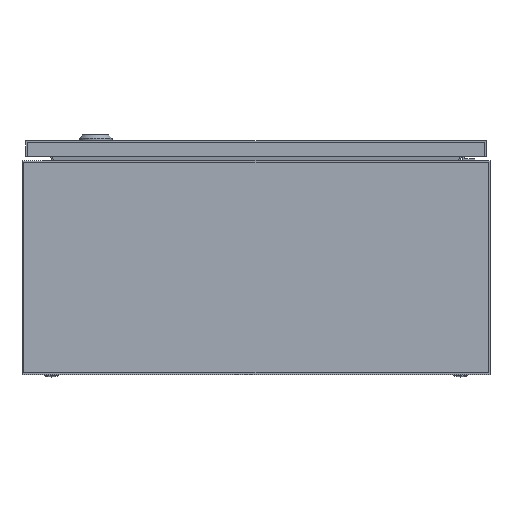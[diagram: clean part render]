
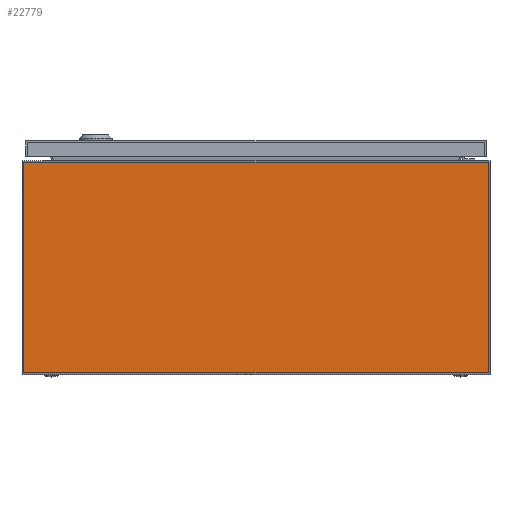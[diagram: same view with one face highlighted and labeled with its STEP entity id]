
A CAD part, front view. The second image highlights one B-rep face of the part: STEP entity #22779.
In plain terms, the highlighted planar face has unit normal (0, -1, 0).
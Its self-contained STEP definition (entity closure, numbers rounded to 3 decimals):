
#48 = EDGE_LOOP ( 'NONE', ( #1003, #17122, #20712, #21986 ) ) ;
#260 = VERTEX_POINT ( 'NONE', #34542 ) ;
#1003 = ORIENTED_EDGE ( 'NONE', *, *, #12426, .F. ) ;
#3334 = DIRECTION ( 'NONE',  ( 0., 0., 1. ) ) ;
#6312 = VECTOR ( 'NONE', #26796, 1000. ) ;
#7672 = CARTESIAN_POINT ( 'NONE',  ( 400., 0., 183. ) ) ;
#7819 = CARTESIAN_POINT ( 'NONE',  ( 0., 0., 0. ) ) ;
#9836 = FACE_OUTER_BOUND ( 'NONE', #48, .T. ) ;
#10175 = CARTESIAN_POINT ( 'NONE',  ( 0., 0., 183. ) ) ;
#12426 = EDGE_CURVE ( 'NONE', #19435, #260, #25727, .T. ) ;
#13325 = LINE ( 'NONE', #22564, #25186 ) ;
#15651 = EDGE_CURVE ( 'NONE', #36626, #38594, #23659, .T. ) ;
#15740 = CARTESIAN_POINT ( 'NONE',  ( 0., 0., 183. ) ) ;
#16104 = EDGE_CURVE ( 'NONE', #36626, #19435, #16471, .T. ) ;
#16471 = LINE ( 'NONE', #37662, #20778 ) ;
#17122 = ORIENTED_EDGE ( 'NONE', *, *, #16104, .F. ) ;
#17574 = CARTESIAN_POINT ( 'NONE',  ( 0., 0., 183. ) ) ;
#19435 = VERTEX_POINT ( 'NONE', #26781 ) ;
#19599 = DIRECTION ( 'NONE',  ( 1., 0., 0. ) ) ;
#20712 = ORIENTED_EDGE ( 'NONE', *, *, #15651, .T. ) ;
#20778 = VECTOR ( 'NONE', #25111, 1000. ) ;
#21986 = ORIENTED_EDGE ( 'NONE', *, *, #38688, .T. ) ;
#22564 = CARTESIAN_POINT ( 'NONE',  ( 0., 0., 0. ) ) ;
#22779 = ADVANCED_FACE ( 'NONE', ( #9836 ), #27309, .F. ) ;
#23659 = LINE ( 'NONE', #17574, #6312 ) ;
#25111 = DIRECTION ( 'NONE',  ( 1., 0., 0. ) ) ;
#25186 = VECTOR ( 'NONE', #19599, 1000. ) ;
#25727 = LINE ( 'NONE', #7672, #35046 ) ;
#26781 = CARTESIAN_POINT ( 'NONE',  ( 400., 0., 183. ) ) ;
#26796 = DIRECTION ( 'NONE',  ( 0., 0., -1. ) ) ;
#27309 = PLANE ( 'NONE',  #30270 ) ;
#30270 = AXIS2_PLACEMENT_3D ( 'NONE', #15740, #36348, #3334 ) ;
#34542 = CARTESIAN_POINT ( 'NONE',  ( 400., 0., 0. ) ) ;
#35046 = VECTOR ( 'NONE', #38081, 1000. ) ;
#36348 = DIRECTION ( 'NONE',  ( 0., 1., 0. ) ) ;
#36626 = VERTEX_POINT ( 'NONE', #10175 ) ;
#37662 = CARTESIAN_POINT ( 'NONE',  ( 0., 0., 183. ) ) ;
#38081 = DIRECTION ( 'NONE',  ( 0., 0., -1. ) ) ;
#38594 = VERTEX_POINT ( 'NONE', #7819 ) ;
#38688 = EDGE_CURVE ( 'NONE', #38594, #260, #13325, .T. ) ;
